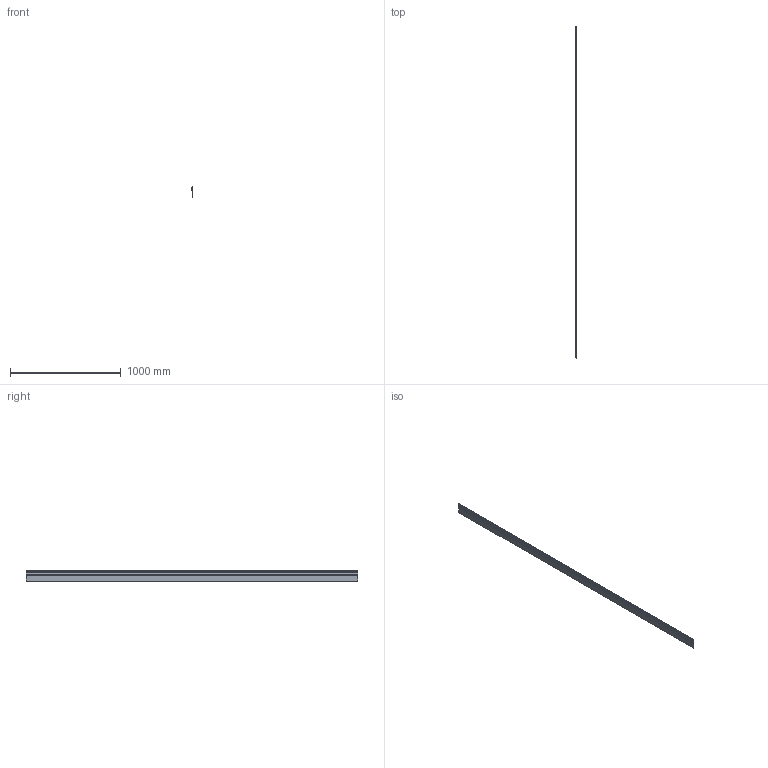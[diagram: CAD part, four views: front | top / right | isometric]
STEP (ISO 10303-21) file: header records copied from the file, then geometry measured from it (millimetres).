
FILE_DESCRIPTION(/* description */ ('Bandeau aluminium plafond - 6 m - brut'),/* implementation_level */ '2;1');
FILE_NAME(/* name */ '11261_300.stp',/* time_stamp */ '2024-04-10T13:44:56+02:00',/* author */ ('Giuliano'),/* organization */ (''),/* preprocessor_version */ 'ST-DEVELOPER v18.1',/* originating_system */ 'Autodesk Inventor 2021',/* authorisation */ '');
FILE_SCHEMA (('AUTOMOTIVE_DESIGN { 1 0 10303 214 3 1 1 }'));
Length unit declared in the file: millimetre
Products named in the file (1): 11261_300
Bounding box: 9.69 x 3000 x 96 mm (x, y, z)
Volume: 815791.9 mm3; surface area: 734467.1 mm2
Topology: 1 solids, 1 shells, 44 faces, 126 edges, 84 vertices
Faces by surface type: cylinder 24, plane 20
Entity records: 1499 total; most frequent: DIRECTION 264, CARTESIAN_POINT 255, ORIENTED_EDGE 252, EDGE_CURVE 126, AXIS2_PLACEMENT_3D 93, VERTEX_POINT 84, LINE 78, VECTOR 78
